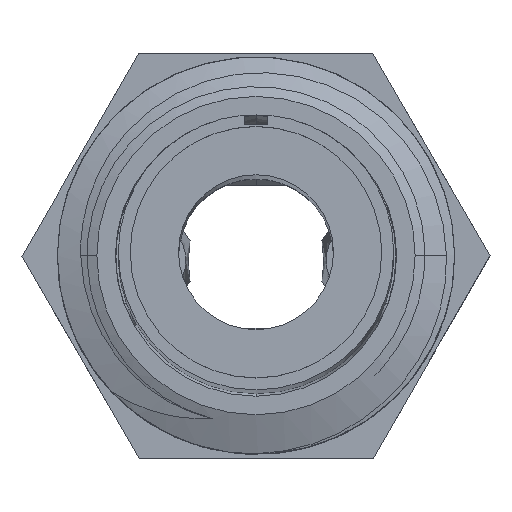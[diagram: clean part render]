
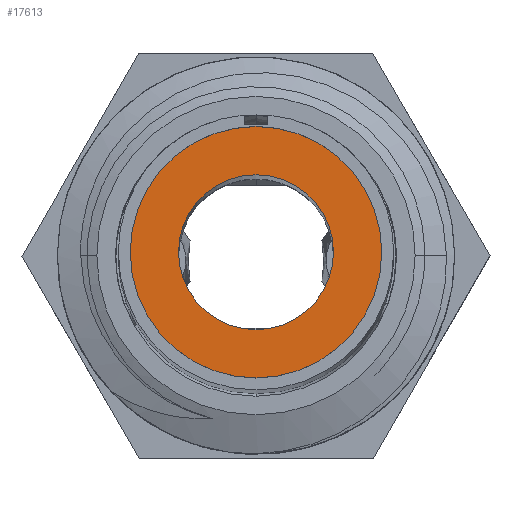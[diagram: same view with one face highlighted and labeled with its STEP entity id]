
A CAD part, top view. The second image highlights one B-rep face of the part: STEP entity #17613.
In plain terms, the highlighted planar face has unit normal (0, 0, 1).
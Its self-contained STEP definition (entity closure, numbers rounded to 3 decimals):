
#540 = DIRECTION ( 'NONE',  ( 0., 0., -1. ) ) ;
#605 = EDGE_CURVE ( 'NONE', #14278, #20624, #22652, .T. ) ;
#725 = AXIS2_PLACEMENT_3D ( 'NONE', #23306, #16913, #12281 ) ;
#830 = ORIENTED_EDGE ( 'NONE', *, *, #9349, .T. ) ;
#1234 = CARTESIAN_POINT ( 'NONE',  ( 0., 0., 106. ) ) ;
#3328 = EDGE_CURVE ( 'NONE', #9122, #20123, #17010, .T. ) ;
#3423 = EDGE_CURVE ( 'NONE', #20624, #14278, #3545, .T. ) ;
#3545 = CIRCLE ( 'NONE', #27523, 5.275 ) ;
#4518 = AXIS2_PLACEMENT_3D ( 'NONE', #5593, #21062, #27733 ) ;
#4784 = CARTESIAN_POINT ( 'NONE',  ( 0., 0., 106. ) ) ;
#4812 = CIRCLE ( 'NONE', #725, 3.25 ) ;
#5593 = CARTESIAN_POINT ( 'NONE',  ( 0., 0., 106. ) ) ;
#6032 = FACE_OUTER_BOUND ( 'NONE', #18402, .T. ) ;
#7211 = CARTESIAN_POINT ( 'NONE',  ( -5.275, 0., 106. ) ) ;
#7511 = DIRECTION ( 'NONE',  ( 0., 0., 1. ) ) ;
#9109 = DIRECTION ( 'NONE',  ( -1., 0., 0. ) ) ;
#9122 = VERTEX_POINT ( 'NONE', #25436 ) ;
#9153 = CARTESIAN_POINT ( 'NONE',  ( 5.275, 0., 106. ) ) ;
#9210 = DIRECTION ( 'NONE',  ( 0., 0., 1. ) ) ;
#9349 = EDGE_CURVE ( 'NONE', #20123, #9122, #4812, .T. ) ;
#11711 = AXIS2_PLACEMENT_3D ( 'NONE', #1234, #7511, #27527 ) ;
#12281 = DIRECTION ( 'NONE',  ( -1., 0., 0. ) ) ;
#13496 = DIRECTION ( 'NONE',  ( 1., 0., 0. ) ) ;
#14278 = VERTEX_POINT ( 'NONE', #9153 ) ;
#15976 = ORIENTED_EDGE ( 'NONE', *, *, #3328, .T. ) ;
#16913 = DIRECTION ( 'NONE',  ( 0., 0., -1. ) ) ;
#17010 = CIRCLE ( 'NONE', #28432, 3.25 ) ;
#17350 = ORIENTED_EDGE ( 'NONE', *, *, #605, .T. ) ;
#17613 = ADVANCED_FACE ( 'NONE', ( #25392, #6032 ), #21129, .T. ) ;
#18402 = EDGE_LOOP ( 'NONE', ( #25428, #17350 ) ) ;
#19970 = CARTESIAN_POINT ( 'NONE',  ( 3.25, 0., 106. ) ) ;
#20123 = VERTEX_POINT ( 'NONE', #19970 ) ;
#20624 = VERTEX_POINT ( 'NONE', #7211 ) ;
#21062 = DIRECTION ( 'NONE',  ( 0., 0., 1. ) ) ;
#21129 = PLANE ( 'NONE',  #11711 ) ;
#22652 = CIRCLE ( 'NONE', #4518, 5.275 ) ;
#23306 = CARTESIAN_POINT ( 'NONE',  ( 0., 0., 106. ) ) ;
#24502 = CARTESIAN_POINT ( 'NONE',  ( 0., 0., 106. ) ) ;
#24975 = EDGE_LOOP ( 'NONE', ( #15976, #830 ) ) ;
#25392 = FACE_BOUND ( 'NONE', #24975, .T. ) ;
#25428 = ORIENTED_EDGE ( 'NONE', *, *, #3423, .T. ) ;
#25436 = CARTESIAN_POINT ( 'NONE',  ( -3.25, 0., 106. ) ) ;
#27523 = AXIS2_PLACEMENT_3D ( 'NONE', #24502, #9210, #13496 ) ;
#27527 = DIRECTION ( 'NONE',  ( 1., 0., 0. ) ) ;
#27733 = DIRECTION ( 'NONE',  ( 1., 0., 0. ) ) ;
#28432 = AXIS2_PLACEMENT_3D ( 'NONE', #4784, #540, #9109 ) ;
